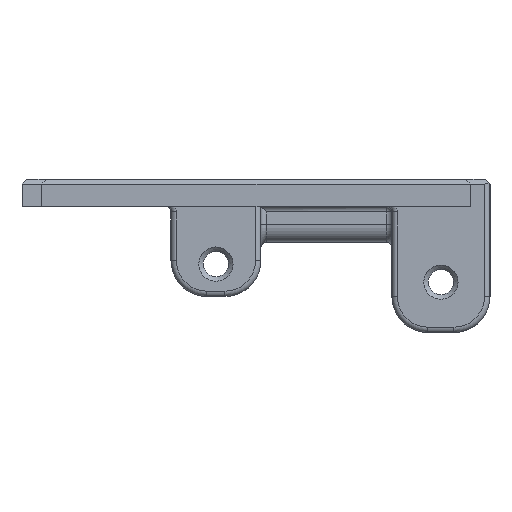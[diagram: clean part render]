
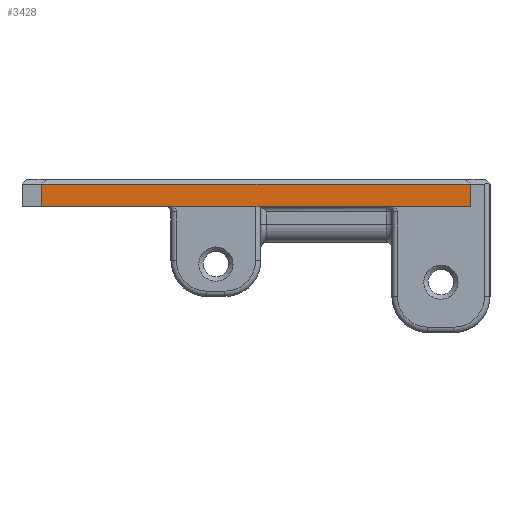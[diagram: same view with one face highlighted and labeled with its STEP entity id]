
A CAD part, left-side view. The second image highlights one B-rep face of the part: STEP entity #3428.
In plain terms, the highlighted planar face has unit normal (-1, 0, 0).
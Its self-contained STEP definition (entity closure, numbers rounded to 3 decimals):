
#187=PLANE('',#3858);
#393=FACE_OUTER_BOUND('',#619,.T.);
#619=EDGE_LOOP('',(#3143,#3144,#3145,#3146));
#690=LINE('',#5316,#952);
#851=LINE('',#6062,#1113);
#861=LINE('',#6085,#1123);
#878=LINE('',#6135,#1140);
#952=VECTOR('',#4203,10.);
#1113=VECTOR('',#4834,10.);
#1123=VECTOR('',#4866,10.);
#1140=VECTOR('',#4933,10.);
#1475=VERTEX_POINT('',#5313);
#1476=VERTEX_POINT('',#5315);
#1641=VERTEX_POINT('',#6052);
#1642=VERTEX_POINT('',#6057);
#1816=EDGE_CURVE('',#1475,#1476,#690,.T.);
#2112=EDGE_CURVE('',#1641,#1642,#851,.T.);
#2122=EDGE_CURVE('',#1642,#1475,#861,.T.);
#2147=EDGE_CURVE('',#1641,#1476,#878,.T.);
#3143=ORIENTED_EDGE('',*,*,#2112,.F.);
#3144=ORIENTED_EDGE('',*,*,#2147,.T.);
#3145=ORIENTED_EDGE('',*,*,#1816,.F.);
#3146=ORIENTED_EDGE('',*,*,#2122,.F.);
#3428=ADVANCED_FACE('',(#393),#187,.T.);
#3858=AXIS2_PLACEMENT_3D('',#6147,#4953,#4954);
#4203=DIRECTION('',(0.,1.,0.));
#4834=DIRECTION('',(0.,-1.,0.));
#4866=DIRECTION('',(0.,0.,-1.));
#4933=DIRECTION('',(0.,0.,-1.));
#4953=DIRECTION('center_axis',(-1.,0.,0.));
#4954=DIRECTION('ref_axis',(0.,1.,0.));
#5313=CARTESIAN_POINT('',(-0.3,-0.3,-8.));
#5315=CARTESIAN_POINT('',(-0.3,47.3,-8.));
#5316=CARTESIAN_POINT('',(-0.3,-0.3,-8.));
#6052=CARTESIAN_POINT('',(-0.3,47.3,-5.5));
#6057=CARTESIAN_POINT('',(-0.3,-0.3,-5.5));
#6062=CARTESIAN_POINT('',(-0.3,11.6,-5.5));
#6085=CARTESIAN_POINT('',(-0.3,-0.3,-5.));
#6135=CARTESIAN_POINT('',(-0.3,47.3,-5.));
#6147=CARTESIAN_POINT('Origin',(-0.3,-0.3,-5.));
